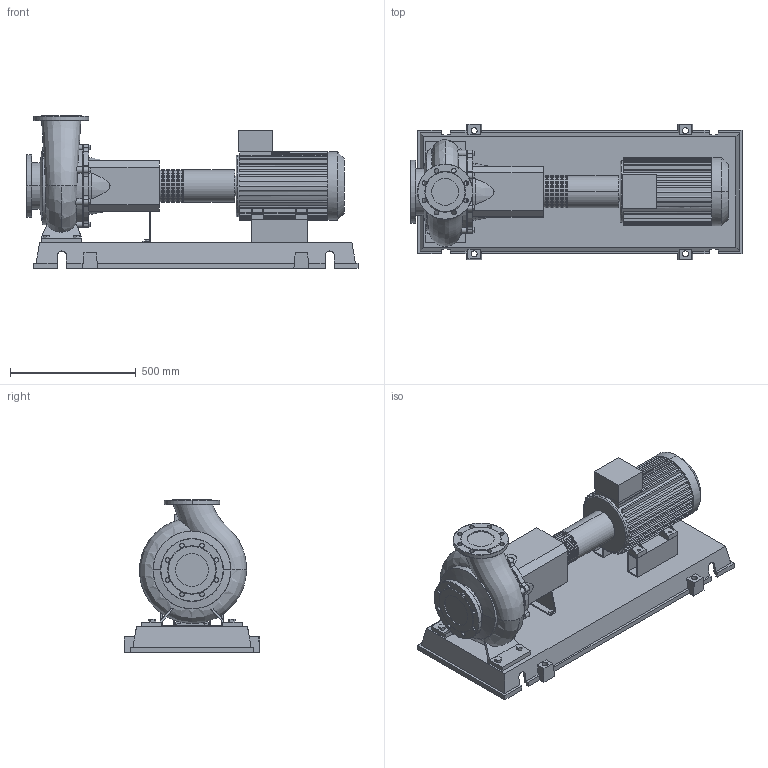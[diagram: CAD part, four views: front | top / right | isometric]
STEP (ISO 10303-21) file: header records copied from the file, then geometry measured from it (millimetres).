
FILE_DESCRIPTION((''),'2;1');
FILE_NAME('3d_NL100_250-9-4-12-4109345.stp','2015-03-03T07:22:04',(''),(''),'Mechanical Desktop 2009','Mechanical Desktop 2009',', , ');
FILE_SCHEMA(('CONFIG_CONTROL_DESIGN'));
Length unit declared in the file: millimetre
Products named in the file (1): Product
Bounding box: 1320 x 540 x 608 mm (x, y, z)
Volume: 74489210.8 mm3; surface area: 4396660.7 mm2
Topology: 13 solids, 13 shells, 902 faces, 2400 edges, 1571 vertices
Faces by surface type: plane 462, cylinder 253, bspline 159, cone 14, torus 14
Full cylindrical faces by diameter (mm): 309 x1
Entity records: 32043 total; most frequent: CARTESIAN_POINT 9366, ORIENTED_EDGE 4802, DIRECTION 4554, EDGE_CURVE 2401, VERTEX_POINT 1570, AXIS2_PLACEMENT_3D 1519, VECTOR 1516, LINE 1516
